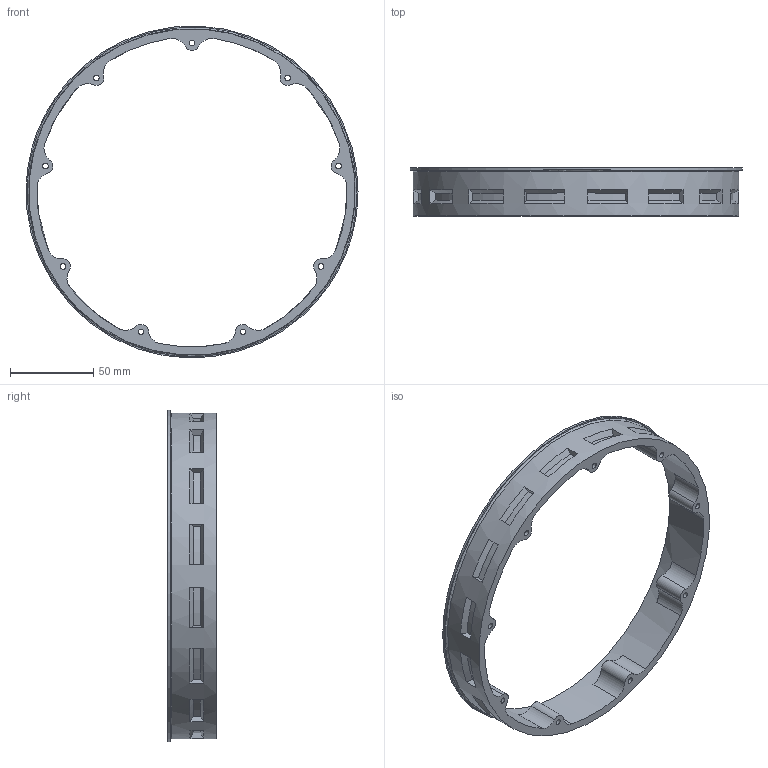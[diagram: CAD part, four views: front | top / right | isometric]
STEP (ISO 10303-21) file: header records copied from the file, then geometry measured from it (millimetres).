
FILE_DESCRIPTION(('STEP AP203'), '1');
FILE_NAME('冓壛麃樇鳺', '', ('UNSPECIFIED'), ('UNSPECIFIED'), 'C3D Converter', 'C3D Toolkit', '');
FILE_SCHEMA(('CONFIG_CONTROL_DESIGN'));
Length unit declared in the file: millimetre
Products named in the file (5): -17
Assembly tree (4 placements, depth 2):
  (unnamed)
    -17
    -17
    -17
    -17
Bounding box: 199.99 x 28.96 x 199.9 mm (x, y, z)
Volume: 93935.4 mm3; surface area: 50668.6 mm2
Topology: 1 solids, 1 shells, 195 faces, 500 edges, 338 vertices
Faces by surface type: plane 107, cylinder 55, cone 32, torus 1
Full cylindrical faces by diameter (mm): 3.4 x9, 186.731 x1, 196.6 x1, 200.006 x1
Entity records: 6196 total; most frequent: CARTESIAN_POINT 1048, DIRECTION 1038, ORIENTED_EDGE 972, EDGE_CURVE 486, AXIS2_PLACEMENT_3D 356, VERTEX_POINT 332, LINE 326, VECTOR 326
